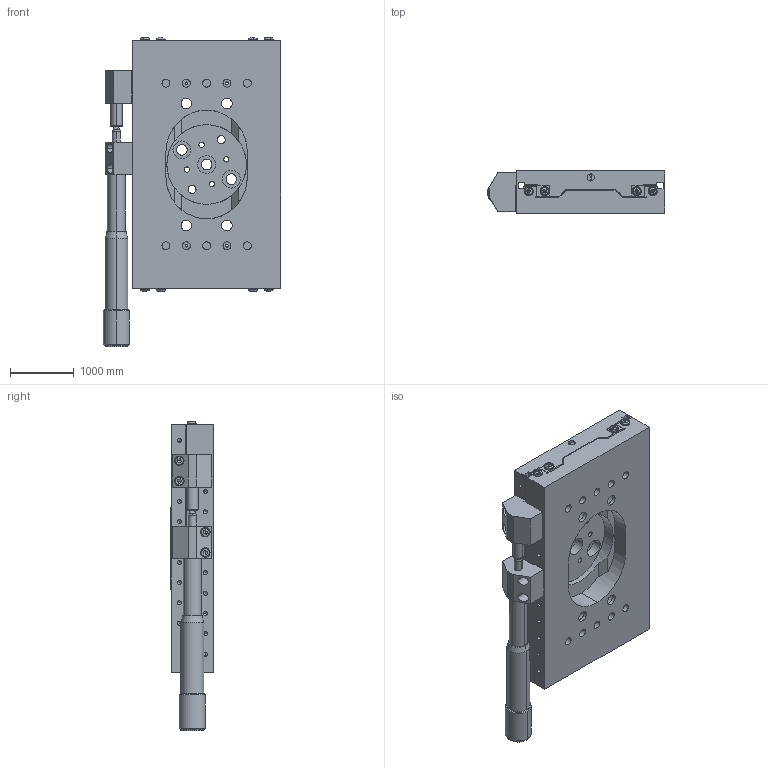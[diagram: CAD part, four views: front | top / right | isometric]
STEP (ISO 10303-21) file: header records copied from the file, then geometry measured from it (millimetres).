
FILE_DESCRIPTION (( 'STEP AP203' ), '1' );
FILE_NAME ('7T167-50.STEP', '2008-11-26T05:38:15', ( 'Darius' ), ( '' ), 'SwSTEP 2.0', 'SolidWorks 2003240', '' );
FILE_SCHEMA (( 'CONFIG_CONTROL_DESIGN' ));
Length unit declared in the file: inch
Products named in the file (1): 7T167-50
Bounding box: 2768.6 x 670.56 x 4840.85 mm (x, y, z)
Volume: 5019279392.5 mm3; surface area: 65506842.3 mm2
Topology: 1 solids, 11 shells, 1344 faces, 3711 edges, 2371 vertices
Faces by surface type: plane 459, cone 308, cylinder 308, bspline 269
Entity records: 91100 total; most frequent: CARTESIAN_POINT 59466, ORIENTED_EDGE 7154, DIRECTION 5632, EDGE_CURVE 3577, VERTEX_POINT 2371, AXIS2_PLACEMENT_3D 2071, EDGE_LOOP 1578, VECTOR 1490
